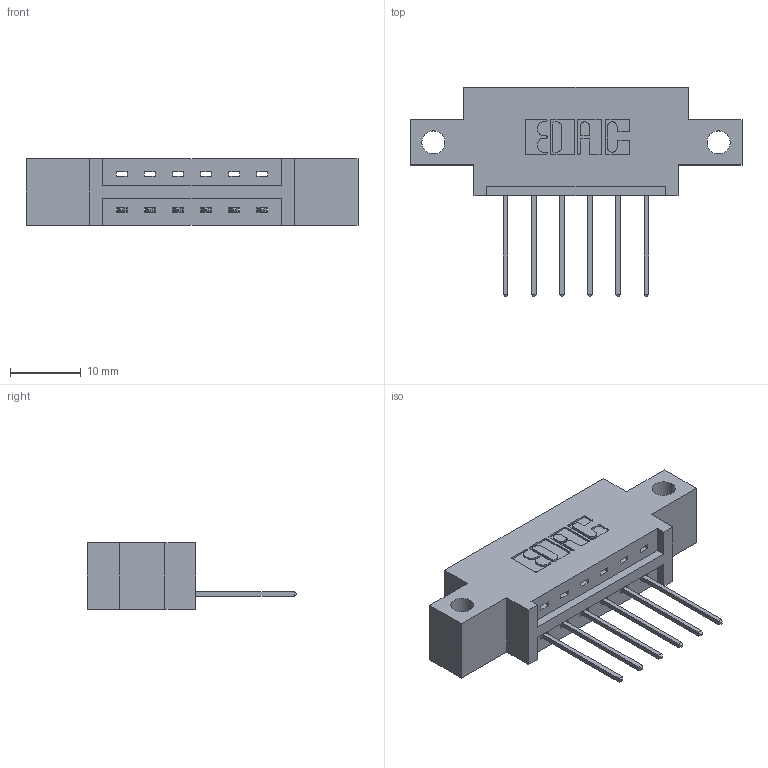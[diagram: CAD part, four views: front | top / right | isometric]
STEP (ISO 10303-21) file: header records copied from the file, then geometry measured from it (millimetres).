
FILE_DESCRIPTION (( 'STEP AP203' ), '1' );
FILE_NAME ('337-006-540-612.STEP', '2018-08-03T19:03:50', ( '' ), ( '' ), 'SwSTEP 2.0', 'SolidWorks 2016', '' );
FILE_SCHEMA (( 'CONFIG_CONTROL_DESIGN' ));
Length unit declared in the file: inch
Products named in the file (3): 337 Part_0.170 Offset - Side Mount; 345-292-001_345-293-140; 337-006-540-612
Assembly tree (7 placements, depth 2):
  337-006-540-612
    337 Part_0.170 Offset - Side Mount
    345-292-001_345-293-140  x6
Bounding box: 46.79 x 29.47 x 9.4 mm (x, y, z)
Volume: 4215.5 mm3; surface area: 4157.8 mm2
Topology: 7 solids, 7 shells, 490 faces, 1451 edges, 958 vertices
Faces by surface type: plane 350, cylinder 140
Entity records: 9269 total; most frequent: CARTESIAN_POINT 1620, ORIENTED_EDGE 1562, DIRECTION 1437, EDGE_CURVE 781, VECTOR 653, LINE 653, VERTEX_POINT 518, AXIS2_PLACEMENT_3D 392
